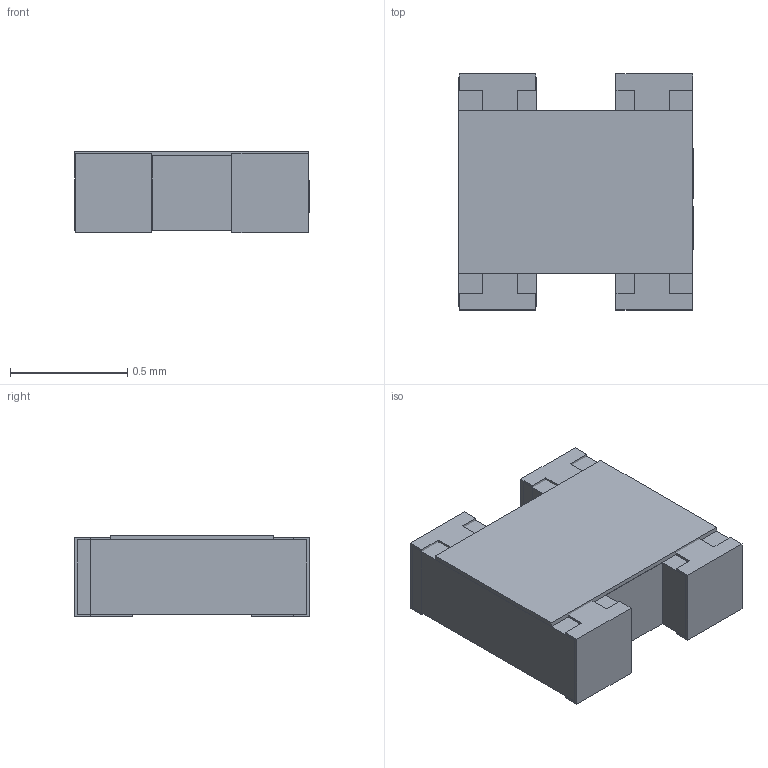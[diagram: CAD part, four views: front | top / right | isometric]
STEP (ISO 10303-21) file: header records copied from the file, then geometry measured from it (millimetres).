
FILE_DESCRIPTION (( 'STEP AP214' ), '1' );
FILE_NAME ('R0402-4P_L1.0-W1.0-H0.4.step', '2022-07-28T08:32:52', ( '' ), ( '' ), 'SwSTEP 2.0', 'SolidWorks 2020', '' );
FILE_SCHEMA (( 'AUTOMOTIVE_DESIGN' ));
Length unit declared in the file: millimetre
Products named in the file (1): R0402-4P_L1.0-W1.0-H0.4
Bounding box: 1 x 1.01 x 0.35 mm (x, y, z)
Volume: 0.3 mm3; surface area: 5.8 mm2
Topology: 4 solids, 4 shells, 296 faces, 807 edges, 538 vertices
Faces by surface type: plane 198, bspline 98
Entity records: 13080 total; most frequent: CARTESIAN_POINT 2948, ORIENTED_EDGE 1614, DIRECTION 1005, EDGE_CURVE 807, LINE 607, VECTOR 607, VERTEX_POINT 538, EDGE_LOOP 315
